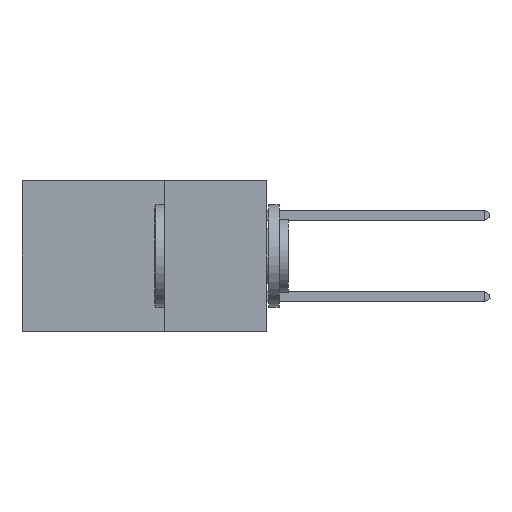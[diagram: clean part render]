
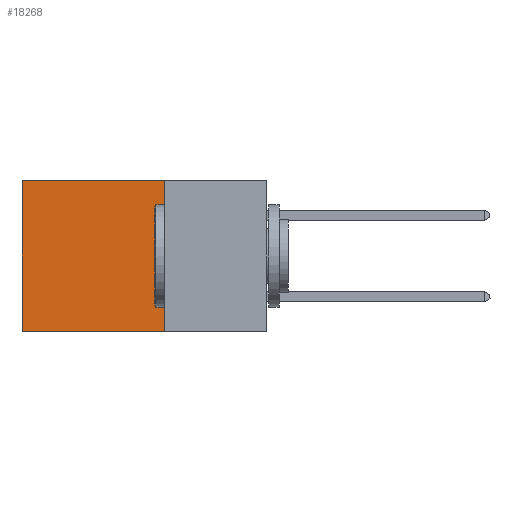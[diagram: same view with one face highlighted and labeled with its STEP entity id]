
A CAD part, left-side view. The second image highlights one B-rep face of the part: STEP entity #18268.
In plain terms, the highlighted planar face has unit normal (-1, 0, 0).
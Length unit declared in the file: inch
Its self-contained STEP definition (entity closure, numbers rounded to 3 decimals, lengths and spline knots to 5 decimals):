
#1200 = LINE ( 'NONE', #10775, #14269 ) ;
#1461 = VECTOR ( 'NONE', #10885, 39.37008 ) ;
#1934 = LINE ( 'NONE', #10702, #18791 ) ;
#2009 = ORIENTED_EDGE ( 'NONE', *, *, #16341, .T. ) ;
#2295 = CARTESIAN_POINT ( 'NONE',  ( 0.2875, 0.25, -0.37 ) ) ;
#3006 = CARTESIAN_POINT ( 'NONE',  ( 0.2875, 0.25, 0. ) ) ;
#3807 = DIRECTION ( 'NONE',  ( 0., 0., -1. ) ) ;
#4345 = CARTESIAN_POINT ( 'NONE',  ( 0.2875, 0.25, 0. ) ) ;
#4998 = VERTEX_POINT ( 'NONE', #20093 ) ;
#5024 = ORIENTED_EDGE ( 'NONE', *, *, #8536, .F. ) ;
#5826 = LINE ( 'NONE', #4345, #1461 ) ;
#5892 = DIRECTION ( 'NONE',  ( 0., 1., 0. ) ) ;
#6080 = VECTOR ( 'NONE', #3807, 39.37008 ) ;
#7365 = PLANE ( 'NONE',  #10722 ) ;
#7981 = ORIENTED_EDGE ( 'NONE', *, *, #15257, .F. ) ;
#8536 = EDGE_CURVE ( 'NONE', #17161, #9989, #14769, .T. ) ;
#8801 = FACE_OUTER_BOUND ( 'NONE', #11854, .T. ) ;
#9989 = VERTEX_POINT ( 'NONE', #2295 ) ;
#10622 = DIRECTION ( 'NONE',  ( 0., 0., -1. ) ) ;
#10702 = CARTESIAN_POINT ( 'NONE',  ( 0.2875, 0.6, 0. ) ) ;
#10722 = AXIS2_PLACEMENT_3D ( 'NONE', #18785, #20433, #10622 ) ;
#10775 = CARTESIAN_POINT ( 'NONE',  ( 0.2875, 0.25, -0.37 ) ) ;
#10885 = DIRECTION ( 'NONE',  ( 0., 1., 0. ) ) ;
#11854 = EDGE_LOOP ( 'NONE', ( #2009, #7981, #5024, #14863 ) ) ;
#12935 = VERTEX_POINT ( 'NONE', #17590 ) ;
#13587 = CARTESIAN_POINT ( 'NONE',  ( 0.2875, 0.25, 0. ) ) ;
#14269 = VECTOR ( 'NONE', #5892, 39.37008 ) ;
#14769 = LINE ( 'NONE', #13587, #6080 ) ;
#14863 = ORIENTED_EDGE ( 'NONE', *, *, #17053, .T. ) ;
#15257 = EDGE_CURVE ( 'NONE', #9989, #12935, #1200, .T. ) ;
#15658 = DIRECTION ( 'NONE',  ( 0., 0., -1. ) ) ;
#16341 = EDGE_CURVE ( 'NONE', #4998, #12935, #1934, .T. ) ;
#17053 = EDGE_CURVE ( 'NONE', #17161, #4998, #5826, .T. ) ;
#17161 = VERTEX_POINT ( 'NONE', #3006 ) ;
#17590 = CARTESIAN_POINT ( 'NONE',  ( 0.2875, 0.6, -0.37 ) ) ;
#18268 = ADVANCED_FACE ( 'NONE', ( #8801 ), #7365, .F. ) ;
#18785 = CARTESIAN_POINT ( 'NONE',  ( 0.2875, 0.25, 0. ) ) ;
#18791 = VECTOR ( 'NONE', #15658, 39.37008 ) ;
#20093 = CARTESIAN_POINT ( 'NONE',  ( 0.2875, 0.6, 0. ) ) ;
#20433 = DIRECTION ( 'NONE',  ( 1., 0., 0. ) ) ;
